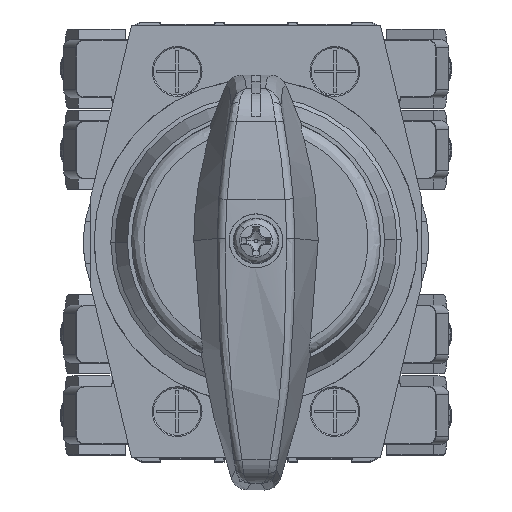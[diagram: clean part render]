
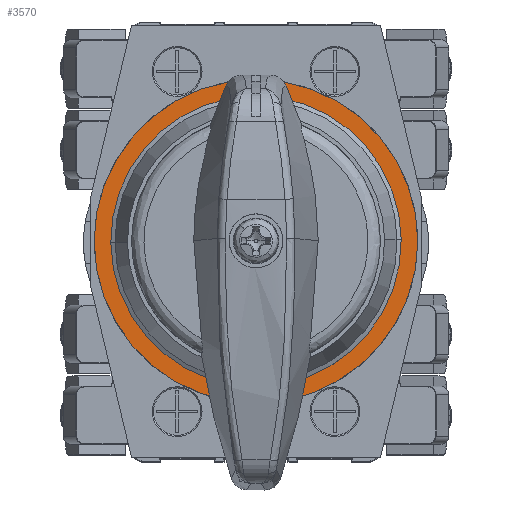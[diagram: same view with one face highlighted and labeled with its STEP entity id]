
A CAD part, top view. The second image highlights one B-rep face of the part: STEP entity #3570.
In plain terms, the highlighted planar face has unit normal (0, 0, 1).
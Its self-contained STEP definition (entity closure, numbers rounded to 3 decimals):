
#468 = DIRECTION ( 'NONE',  ( -1., 0., 0. ) ) ;
#690 = AXIS2_PLACEMENT_3D ( 'NONE', #4201, #11618, #11492 ) ;
#1319 = PLANE ( 'NONE',  #10414 ) ;
#2670 = DIRECTION ( 'NONE',  ( -1., 0., 0. ) ) ;
#2793 = DIRECTION ( 'NONE',  ( 0., 0., 1. ) ) ;
#2843 = EDGE_LOOP ( 'NONE', ( #18776, #21749 ) ) ;
#3570 = ADVANCED_FACE ( 'NONE', ( #20246, #7232 ), #1319, .T. ) ;
#3737 = EDGE_CURVE ( 'NONE', #22821, #21019, #17746, .T. ) ;
#4106 = VERTEX_POINT ( 'NONE', #15973 ) ;
#4201 = CARTESIAN_POINT ( 'NONE',  ( 0., 0., 1.5 ) ) ;
#5517 = EDGE_LOOP ( 'NONE', ( #22620, #14142 ) ) ;
#6767 = CARTESIAN_POINT ( 'NONE',  ( -19.734, -19.734, 1.5 ) ) ;
#6888 = DIRECTION ( 'NONE',  ( 0., 0., 1. ) ) ;
#7232 = FACE_OUTER_BOUND ( 'NONE', #5517, .T. ) ;
#7753 = EDGE_CURVE ( 'NONE', #4106, #13928, #11279, .T. ) ;
#9559 = CIRCLE ( 'NONE', #18086, 14.75 ) ;
#9688 = DIRECTION ( 'NONE',  ( 0., 0., 1. ) ) ;
#9918 = CARTESIAN_POINT ( 'NONE',  ( 0., 0., 1.5 ) ) ;
#10414 = AXIS2_PLACEMENT_3D ( 'NONE', #6767, #6888, #11013 ) ;
#11013 = DIRECTION ( 'NONE',  ( 1., 0., 0. ) ) ;
#11279 = CIRCLE ( 'NONE', #12436, 19.5 ) ;
#11492 = DIRECTION ( 'NONE',  ( -1., 0., 0. ) ) ;
#11618 = DIRECTION ( 'NONE',  ( 0., 0., 1. ) ) ;
#12436 = AXIS2_PLACEMENT_3D ( 'NONE', #9918, #9688, #468 ) ;
#12440 = CARTESIAN_POINT ( 'NONE',  ( 14.75, 0., 1.5 ) ) ;
#12556 = DIRECTION ( 'NONE',  ( 0., 0., 1. ) ) ;
#12918 = DIRECTION ( 'NONE',  ( -1., 0., 0. ) ) ;
#13236 = CARTESIAN_POINT ( 'NONE',  ( -19.5, 0., 1.5 ) ) ;
#13823 = CARTESIAN_POINT ( 'NONE',  ( 0., 0., 1.5 ) ) ;
#13928 = VERTEX_POINT ( 'NONE', #13236 ) ;
#13953 = AXIS2_PLACEMENT_3D ( 'NONE', #16436, #12556, #12918 ) ;
#14142 = ORIENTED_EDGE ( 'NONE', *, *, #7753, .T. ) ;
#15973 = CARTESIAN_POINT ( 'NONE',  ( 19.5, 0., 1.5 ) ) ;
#16436 = CARTESIAN_POINT ( 'NONE',  ( 0., 0., 1.5 ) ) ;
#17746 = CIRCLE ( 'NONE', #690, 14.75 ) ;
#18086 = AXIS2_PLACEMENT_3D ( 'NONE', #13823, #2793, #2670 ) ;
#18311 = EDGE_CURVE ( 'NONE', #21019, #22821, #9559, .T. ) ;
#18776 = ORIENTED_EDGE ( 'NONE', *, *, #18311, .F. ) ;
#19781 = CARTESIAN_POINT ( 'NONE',  ( -14.75, 0., 1.5 ) ) ;
#20246 = FACE_BOUND ( 'NONE', #2843, .T. ) ;
#21019 = VERTEX_POINT ( 'NONE', #19781 ) ;
#21749 = ORIENTED_EDGE ( 'NONE', *, *, #3737, .F. ) ;
#22620 = ORIENTED_EDGE ( 'NONE', *, *, #23019, .T. ) ;
#22821 = VERTEX_POINT ( 'NONE', #12440 ) ;
#23019 = EDGE_CURVE ( 'NONE', #13928, #4106, #23274, .T. ) ;
#23274 = CIRCLE ( 'NONE', #13953, 19.5 ) ;
